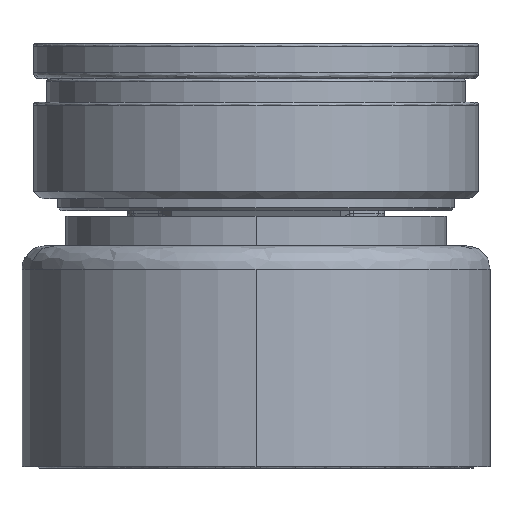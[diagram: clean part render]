
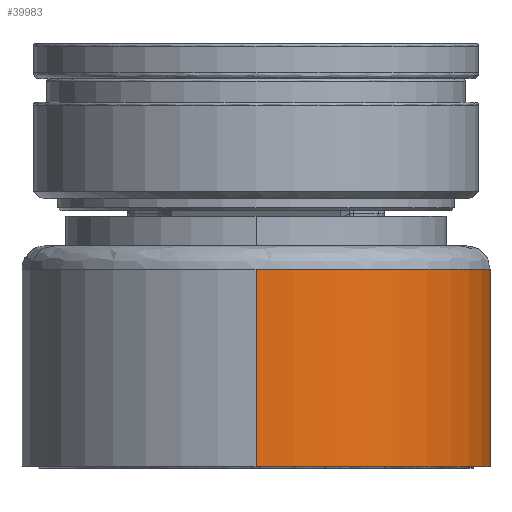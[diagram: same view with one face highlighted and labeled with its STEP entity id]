
A CAD part, left-side view. The second image highlights one B-rep face of the part: STEP entity #39983.
In plain terms, the highlighted cylindrical face has radius 40 mm (diameter 80 mm), a partial arc.
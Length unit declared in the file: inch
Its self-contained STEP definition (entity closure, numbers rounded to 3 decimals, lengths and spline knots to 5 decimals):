
#1 = AXIS2_PLACEMENT_3D ( 'NONE', #56104, #32741, #4879 ) ;
#1697 = EDGE_CURVE ( 'NONE', #17754, #40766, #6935, .T. ) ;
#4879 = DIRECTION ( 'NONE',  ( -1., 0., 0. ) ) ;
#6935 = CIRCLE ( 'NONE', #27040, 1.5748 ) ;
#7252 = CARTESIAN_POINT ( 'NONE',  ( 0.82687, -1.34026, 1.32677 ) ) ;
#8560 = CARTESIAN_POINT ( 'NONE',  ( 0., 0., 0. ) ) ;
#10047 = EDGE_CURVE ( 'NONE', #40766, #51380, #39605, .T. ) ;
#12850 = EDGE_LOOP ( 'NONE', ( #23398, #47748, #36534, #33143 ) ) ;
#13195 = DIRECTION ( 'NONE',  ( -1., 0., 0. ) ) ;
#13969 = DIRECTION ( 'NONE',  ( -1., 0., 0. ) ) ;
#16492 = CARTESIAN_POINT ( 'NONE',  ( -1.5748, 0., 0. ) ) ;
#17754 = VERTEX_POINT ( 'NONE', #7252 ) ;
#18972 = AXIS2_PLACEMENT_3D ( 'NONE', #8560, #40842, #13195 ) ;
#23240 = EDGE_CURVE ( 'NONE', #51380, #50862, #58320, .T. ) ;
#23398 = ORIENTED_EDGE ( 'NONE', *, *, #1697, .T. ) ;
#24313 = CARTESIAN_POINT ( 'NONE',  ( 0.82687, -1.34026, 0. ) ) ;
#24789 = VECTOR ( 'NONE', #46863, 39.37008 ) ;
#27040 = AXIS2_PLACEMENT_3D ( 'NONE', #42016, #59530, #13969 ) ;
#29041 = EDGE_CURVE ( 'NONE', #50862, #17754, #55114, .T. ) ;
#30301 = FACE_OUTER_BOUND ( 'NONE', #12850, .T. ) ;
#31182 = CARTESIAN_POINT ( 'NONE',  ( -1.5748, 0., 1.48425 ) ) ;
#32741 = DIRECTION ( 'NONE',  ( 0., 0., -1. ) ) ;
#33143 = ORIENTED_EDGE ( 'NONE', *, *, #29041, .T. ) ;
#36534 = ORIENTED_EDGE ( 'NONE', *, *, #23240, .T. ) ;
#37609 = CARTESIAN_POINT ( 'NONE',  ( 0.82687, -1.34026, 1.48425 ) ) ;
#39605 = LINE ( 'NONE', #31182, #48959 ) ;
#39983 = ADVANCED_FACE ( 'NONE', ( #30301 ), #54742, .T. ) ;
#40040 = DIRECTION ( 'NONE',  ( 0., 0., -1. ) ) ;
#40766 = VERTEX_POINT ( 'NONE', #52739 ) ;
#40842 = DIRECTION ( 'NONE',  ( 0., 0., 1. ) ) ;
#42016 = CARTESIAN_POINT ( 'NONE',  ( 0., 0., 1.32677 ) ) ;
#46863 = DIRECTION ( 'NONE',  ( 0., 0., 1. ) ) ;
#47748 = ORIENTED_EDGE ( 'NONE', *, *, #10047, .T. ) ;
#48959 = VECTOR ( 'NONE', #40040, 39.37008 ) ;
#50862 = VERTEX_POINT ( 'NONE', #24313 ) ;
#51380 = VERTEX_POINT ( 'NONE', #16492 ) ;
#52739 = CARTESIAN_POINT ( 'NONE',  ( -1.5748, 0., 1.32677 ) ) ;
#54742 = CYLINDRICAL_SURFACE ( 'NONE', #1, 1.5748 ) ;
#55114 = LINE ( 'NONE', #37609, #24789 ) ;
#56104 = CARTESIAN_POINT ( 'NONE',  ( 0., 0., 1.48425 ) ) ;
#58320 = CIRCLE ( 'NONE', #18972, 1.5748 ) ;
#59530 = DIRECTION ( 'NONE',  ( 0., 0., -1. ) ) ;
